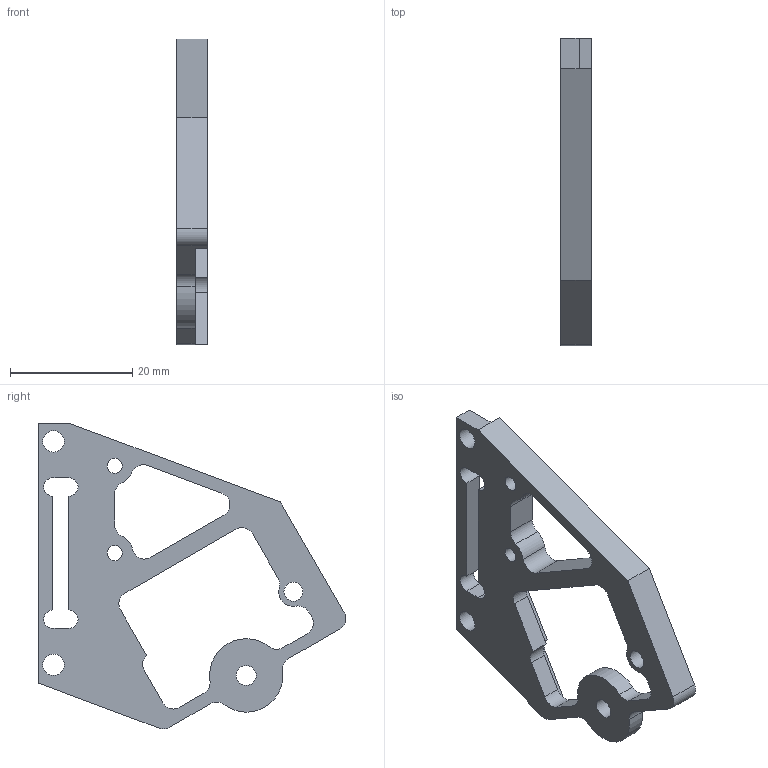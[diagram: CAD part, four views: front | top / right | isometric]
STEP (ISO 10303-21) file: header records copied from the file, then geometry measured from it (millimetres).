
FILE_DESCRIPTION(/* description */ (''),/* implementation_level */ '2;1');
FILE_NAME(/* name */ 'ShoulderIdlerSideFrame_MIR.stp',/* time_stamp */ '2024-04-11T15:24:31+09:00',/* author */ ('Masato Kubotera'),/* organization */ (''),/* preprocessor_version */ 'ST-DEVELOPER v20',/* originating_system */ 'Autodesk Inventor 2024',/* authorisation */ '');
FILE_SCHEMA (('AUTOMOTIVE_DESIGN { 1 0 10303 214 3 1 1 }'));
Length unit declared in the file: millimetre
Products named in the file (1): ShoulderIdlerSideFrame_MIR
Bounding box: 5 x 50.26 x 50 mm (x, y, z)
Volume: 4147 mm3; surface area: 3851.1 mm2
Topology: 1 solids, 1 shells, 71 faces, 206 edges, 136 vertices
Faces by surface type: cylinder 38, plane 33
Full cylindrical faces by diameter (mm): 2.459 x2, 3.1 x1, 3.242 x1, 3.5 x2
Entity records: 2515 total; most frequent: DIRECTION 427, CARTESIAN_POINT 414, ORIENTED_EDGE 412, EDGE_CURVE 206, AXIS2_PLACEMENT_3D 149, VERTEX_POINT 136, LINE 129, VECTOR 129
